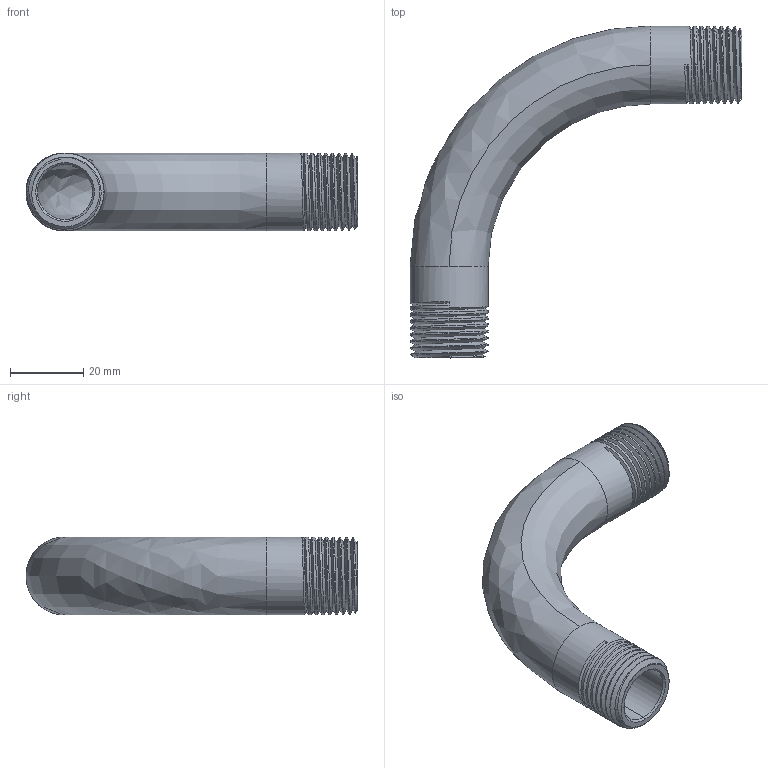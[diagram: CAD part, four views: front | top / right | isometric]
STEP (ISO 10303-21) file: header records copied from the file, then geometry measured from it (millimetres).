
FILE_DESCRIPTION (( 'STEP AP203' ), '1' );
FILE_NAME ('BEND 90¡ã 1-2.STEP', '2020-11-11T03:03:56', ( '' ), ( '' ), 'SwSTEP 2.0', 'SolidWorks 2015', '' );
FILE_SCHEMA (( 'CONFIG_CONTROL_DESIGN' ));
Length unit declared in the file: millimetre
Products named in the file (1): BEND 90∼  1-2
Bounding box: 90.65 x 90.65 x 21.3 mm (x, y, z)
Volume: 23478.7 mm3; surface area: 17246 mm2
Topology: 1 solids, 1 shells, 60 faces, 162 edges, 104 vertices
Faces by surface type: cylinder 38, cone 10, bspline 8, plane 4
Entity records: 9855 total; most frequent: CARTESIAN_POINT 8453, ORIENTED_EDGE 324, DIRECTION 202, EDGE_CURVE 162, VERTEX_POINT 104, B_SPLINE_CURVE_WITH_KNOTS 88, AXIS2_PLACEMENT_3D 75, EDGE_LOOP 62
